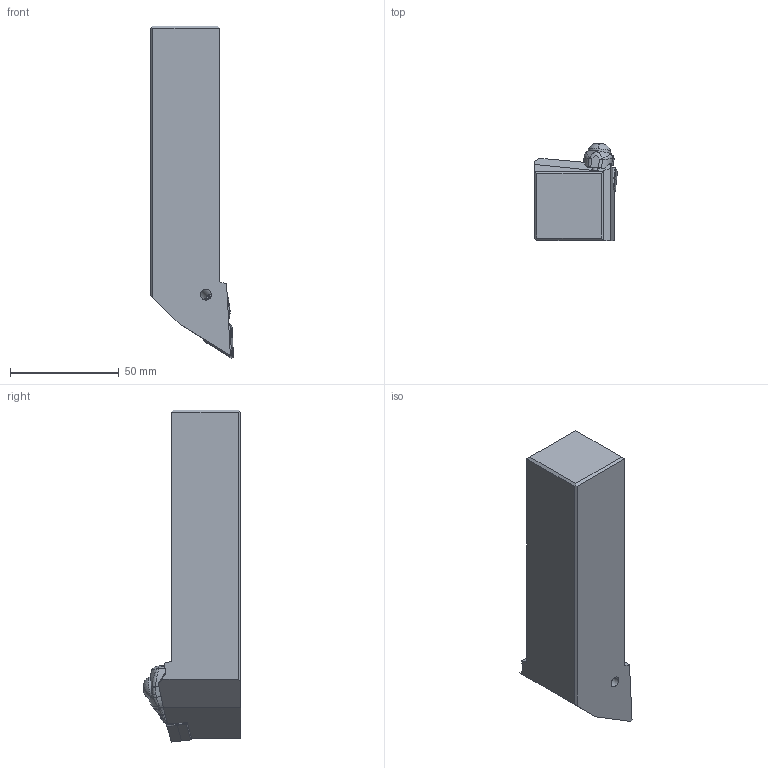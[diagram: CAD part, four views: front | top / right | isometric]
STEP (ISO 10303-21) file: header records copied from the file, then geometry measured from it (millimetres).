
FILE_DESCRIPTION(/* description */ (''),/* implementation_level */ '2;1');
FILE_NAME(/* name */ 'DDJNL-204_IR0_031.stp',/* time_stamp */ '2023-02-09T11:32:13+09:00',/* author */ (''),/* organization */ (''),/* preprocessor_version */ 'ST-DEVELOPER v16',/* originating_system */ 'SIEMENS PLM Software NX 10.0',/* authorisation */ '');
FILE_SCHEMA (('AUTOMOTIVE_DESIGN { 1 0 10303 214 3 1 1 1 }'));
Length unit declared in the file: millimetre
Products named in the file (1): DDJNL-204_IR0_031_ASM
Bounding box: 38.1 x 44.74 x 152.4 mm (x, y, z)
Volume: 145254.8 mm3; surface area: 23909.1 mm2
Topology: 2 solids, 2 shells, 263 faces, 761 edges, 510 vertices
Faces by surface type: cylinder 92, plane 80, bspline 59, cone 14, torus 14, sphere 4
Entity records: 12105 total; most frequent: CARTESIAN_POINT 5412, ORIENTED_EDGE 1486, DIRECTION 1297, EDGE_CURVE 743, AXIS2_PLACEMENT_3D 520, VERTEX_POINT 489, CIRCLE 280, EDGE_LOOP 274
